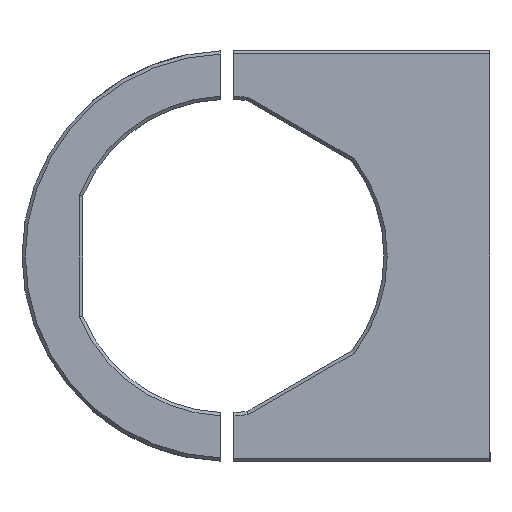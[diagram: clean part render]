
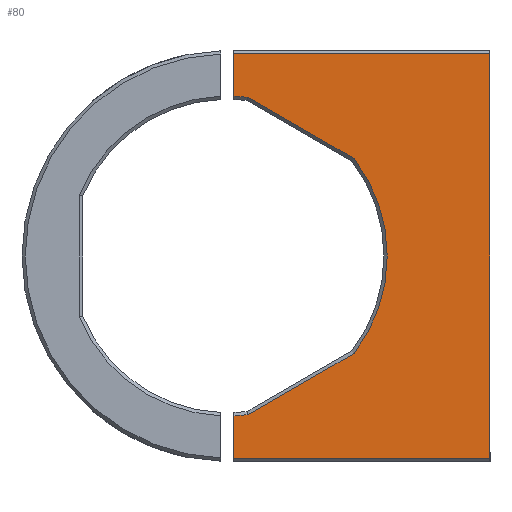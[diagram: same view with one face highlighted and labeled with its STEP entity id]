
A CAD part, left-side view. The second image highlights one B-rep face of the part: STEP entity #80.
In plain terms, the highlighted planar face has unit normal (-1, 0, 0).
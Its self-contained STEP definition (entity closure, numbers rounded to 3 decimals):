
#80 = ADVANCED_FACE ( 'NONE', ( #1873 ), #2032, .F. ) ;
#121 = EDGE_CURVE ( 'NONE', #329, #330, #2293, .T. ) ;
#127 = EDGE_CURVE ( 'NONE', #330, #321, #2301, .T. ) ;
#141 = EDGE_CURVE ( 'NONE', #345, #347, #2329, .T. ) ;
#146 = EDGE_CURVE ( 'NONE', #341, #345, #2340, .T. ) ;
#147 = EDGE_CURVE ( 'NONE', #321, #341, #2341, .T. ) ;
#148 = EDGE_CURVE ( 'NONE', #344, #329, #2343, .T. ) ;
#149 = EDGE_CURVE ( 'NONE', #350, #344, #2339, .T. ) ;
#150 = EDGE_CURVE ( 'NONE', #346, #350, #2345, .T. ) ;
#151 = EDGE_CURVE ( 'NONE', #331, #346, #2346, .T. ) ;
#152 = EDGE_CURVE ( 'NONE', #347, #331, #2348, .T. ) ;
#321 = VERTEX_POINT ( 'NONE', #2747 ) ;
#329 = VERTEX_POINT ( 'NONE', #2754 ) ;
#330 = VERTEX_POINT ( 'NONE', #2755 ) ;
#331 = VERTEX_POINT ( 'NONE', #2756 ) ;
#341 = VERTEX_POINT ( 'NONE', #2766 ) ;
#344 = VERTEX_POINT ( 'NONE', #2769 ) ;
#345 = VERTEX_POINT ( 'NONE', #2770 ) ;
#346 = VERTEX_POINT ( 'NONE', #2771 ) ;
#347 = VERTEX_POINT ( 'NONE', #2772 ) ;
#350 = VERTEX_POINT ( 'NONE', #2775 ) ;
#483 = EDGE_LOOP ( 'NONE', ( #3486, #3487, #3047, #3048, #3050, #3049, #3051, #3052, #3053, #3054 ) ) ;
#1873 = FACE_OUTER_BOUND ( 'NONE', #483, .T. ) ;
#1937 = AXIS2_PLACEMENT_3D ( 'NONE', #2033, #2034, #2035 ) ;
#1986 = AXIS2_PLACEMENT_3D ( 'NONE', #2245, #2246, #2247 ) ;
#1987 = AXIS2_PLACEMENT_3D ( 'NONE', #2250, #2251, #2252 ) ;
#1988 = AXIS2_PLACEMENT_3D ( 'NONE', #2496, #2497, #2498 ) ;
#2032 = PLANE ( 'NONE',  #1937 ) ;
#2033 = CARTESIAN_POINT ( 'NONE',  ( -113.5, -16.288, -9.489 ) ) ;
#2034 = DIRECTION ( 'NONE',  ( 1., 0., 0. ) ) ;
#2035 = DIRECTION ( 'NONE',  ( 0., 0., -1. ) ) ;
#2179 = CARTESIAN_POINT ( 'NONE',  ( -113.5, -16.288, 30.763 ) ) ;
#2183 = CARTESIAN_POINT ( 'NONE',  ( -113.5, -1., 23.763 ) ) ;
#2184 = DIRECTION ( 'NONE',  ( 0., 0., 1. ) ) ;
#2196 = DIRECTION ( 'NONE',  ( 0., -1., 0. ) ) ;
#2221 = CARTESIAN_POINT ( 'NONE',  ( -113.5, -1., -23.763 ) ) ;
#2228 = DIRECTION ( 'NONE',  ( 0., 0., 1. ) ) ;
#2235 = DIRECTION ( 'NONE',  ( 0., 0.866, 0.5 ) ) ;
#2240 = CARTESIAN_POINT ( 'NONE',  ( -113.5, -16.288, -30.763 ) ) ;
#2241 = DIRECTION ( 'NONE',  ( 0., 1., 0. ) ) ;
#2242 = CARTESIAN_POINT ( 'NONE',  ( -113.5, -40., 31.263 ) ) ;
#2243 = DIRECTION ( 'NONE',  ( 0., 0., -1. ) ) ;
#2244 = CARTESIAN_POINT ( 'NONE',  ( -113.5, -19.313, 14.831 ) ) ;
#2245 = CARTESIAN_POINT ( 'NONE',  ( -113.5, 0., 0. ) ) ;
#2246 = DIRECTION ( 'NONE',  ( -1., 0., 0. ) ) ;
#2247 = DIRECTION ( 'NONE',  ( 0., 1., 0. ) ) ;
#2248 = DIRECTION ( 'NONE',  ( 0., -0.866, 0.5 ) ) ;
#2249 = CARTESIAN_POINT ( 'NONE',  ( -113.5, -3.187, -24.14 ) ) ;
#2250 = CARTESIAN_POINT ( 'NONE',  ( -113.5, 0., 0. ) ) ;
#2251 = DIRECTION ( 'NONE',  ( -1., 0., 0. ) ) ;
#2252 = DIRECTION ( 'NONE',  ( 0., 1., 0. ) ) ;
#2293 = LINE ( 'NONE', #2183, #2298 ) ;
#2298 = VECTOR ( 'NONE', #2184, 1000. ) ;
#2301 = LINE ( 'NONE', #2179, #2312 ) ;
#2312 = VECTOR ( 'NONE', #2196, 1000. ) ;
#2329 = LINE ( 'NONE', #2221, #2336 ) ;
#2336 = VECTOR ( 'NONE', #2228, 1000. ) ;
#2339 = LINE ( 'NONE', #2244, #2347 ) ;
#2340 = LINE ( 'NONE', #2240, #2342 ) ;
#2341 = LINE ( 'NONE', #2242, #2344 ) ;
#2342 = VECTOR ( 'NONE', #2241, 1000. ) ;
#2343 = CIRCLE ( 'NONE', #1986, 24.35 ) ;
#2344 = VECTOR ( 'NONE', #2243, 1000. ) ;
#2345 = CIRCLE ( 'NONE', #1987, 24.35 ) ;
#2346 = LINE ( 'NONE', #2249, #2350 ) ;
#2347 = VECTOR ( 'NONE', #2235, 1000. ) ;
#2348 = CIRCLE ( 'NONE', #1988, 24.35 ) ;
#2350 = VECTOR ( 'NONE', #2248, 1000. ) ;
#2496 = CARTESIAN_POINT ( 'NONE',  ( -113.5, 0., 0. ) ) ;
#2497 = DIRECTION ( 'NONE',  ( -1., 0., 0. ) ) ;
#2498 = DIRECTION ( 'NONE',  ( 0., 1., 0. ) ) ;
#2747 = CARTESIAN_POINT ( 'NONE',  ( -113.5, -40., 30.763 ) ) ;
#2754 = CARTESIAN_POINT ( 'NONE',  ( -113.5, -1., 24.329 ) ) ;
#2755 = CARTESIAN_POINT ( 'NONE',  ( -113.5, -1., 30.763 ) ) ;
#2756 = CARTESIAN_POINT ( 'NONE',  ( -113.5, -3.187, -24.14 ) ) ;
#2766 = CARTESIAN_POINT ( 'NONE',  ( -113.5, -40., -30.763 ) ) ;
#2769 = CARTESIAN_POINT ( 'NONE',  ( -113.5, -3.187, 24.14 ) ) ;
#2770 = CARTESIAN_POINT ( 'NONE',  ( -113.5, -1., -30.763 ) ) ;
#2771 = CARTESIAN_POINT ( 'NONE',  ( -113.5, -19.313, -14.831 ) ) ;
#2772 = CARTESIAN_POINT ( 'NONE',  ( -113.5, -1., -24.329 ) ) ;
#2775 = CARTESIAN_POINT ( 'NONE',  ( -113.5, -19.313, 14.831 ) ) ;
#3047 = ORIENTED_EDGE ( 'NONE', *, *, #127, .F. ) ;
#3048 = ORIENTED_EDGE ( 'NONE', *, *, #121, .F. ) ;
#3049 = ORIENTED_EDGE ( 'NONE', *, *, #149, .F. ) ;
#3050 = ORIENTED_EDGE ( 'NONE', *, *, #148, .F. ) ;
#3051 = ORIENTED_EDGE ( 'NONE', *, *, #150, .F. ) ;
#3052 = ORIENTED_EDGE ( 'NONE', *, *, #151, .F. ) ;
#3053 = ORIENTED_EDGE ( 'NONE', *, *, #152, .F. ) ;
#3054 = ORIENTED_EDGE ( 'NONE', *, *, #141, .F. ) ;
#3486 = ORIENTED_EDGE ( 'NONE', *, *, #146, .F. ) ;
#3487 = ORIENTED_EDGE ( 'NONE', *, *, #147, .F. ) ;
